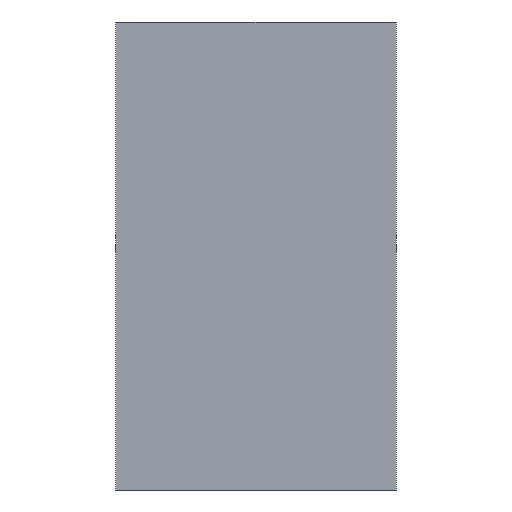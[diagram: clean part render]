
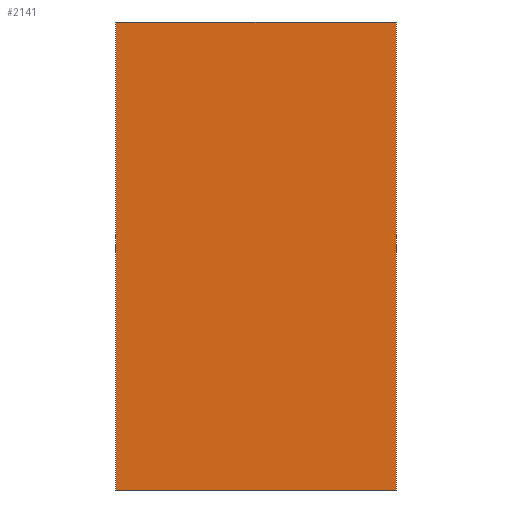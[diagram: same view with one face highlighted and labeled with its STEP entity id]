
A CAD part, front view. The second image highlights one B-rep face of the part: STEP entity #2141.
In plain terms, the highlighted planar face has unit normal (0, -1, 0).
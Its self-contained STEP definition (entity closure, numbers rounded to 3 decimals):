
#1023=CARTESIAN_POINT('',(-17.196,-12.5,100.0));
#1024=VERTEX_POINT('',#1023);
#1041=CARTESIAN_POINT('',(-17.196,-12.5,0.0));
#1042=VERTEX_POINT('',#1041);
#1049=CARTESIAN_POINT('',(-17.196,-12.5,0.0));
#1050=DIRECTION('',(0.0,0.0,1.0));
#1051=VECTOR('',#1050,100.0);
#1052=LINE('',#1049,#1051);
#1053=EDGE_CURVE('',#1042,#1024,#1052,.T.);
#2094=CARTESIAN_POINT('',(42.804,-12.5,100.0));
#2095=VERTEX_POINT('',#2094);
#2102=CARTESIAN_POINT('',(42.804,-12.5,0.0));
#2103=VERTEX_POINT('',#2102);
#2104=CARTESIAN_POINT('',(42.804,-12.5,0.0));
#2105=DIRECTION('',(0.0,0.0,1.0));
#2106=VECTOR('',#2105,100.0);
#2107=LINE('',#2104,#2106);
#2108=EDGE_CURVE('',#2103,#2095,#2107,.T.);
#2120=CARTESIAN_POINT('',(42.804,-12.5,0.0));
#2121=DIRECTION('',(0.0,-1.0,0.0));
#2122=DIRECTION('',(0.0,0.0,-1.0));
#2123=AXIS2_PLACEMENT_3D('',#2120,#2121,#2122);
#2124=PLANE('',#2123);
#2125=CARTESIAN_POINT('',(42.804,-12.5,100.0));
#2126=DIRECTION('',(-1.0,0.0,0.0));
#2127=VECTOR('',#2126,60.);
#2128=LINE('',#2125,#2127);
#2129=EDGE_CURVE('',#2095,#1024,#2128,.T.);
#2130=ORIENTED_EDGE('',*,*,#2129,.T.);
#2131=ORIENTED_EDGE('',*,*,#1053,.F.);
#2132=CARTESIAN_POINT('',(-17.196,-12.5,0.0));
#2133=DIRECTION('',(1.0,0.0,0.0));
#2134=VECTOR('',#2133,60.);
#2135=LINE('',#2132,#2134);
#2136=EDGE_CURVE('',#1042,#2103,#2135,.T.);
#2137=ORIENTED_EDGE('',*,*,#2136,.T.);
#2138=ORIENTED_EDGE('',*,*,#2108,.T.);
#2139=EDGE_LOOP('',(#2130,#2131,#2137,#2138));
#2140=FACE_OUTER_BOUND('',#2139,.T.);
#2141=ADVANCED_FACE('',(#2140),#2124,.T.);
